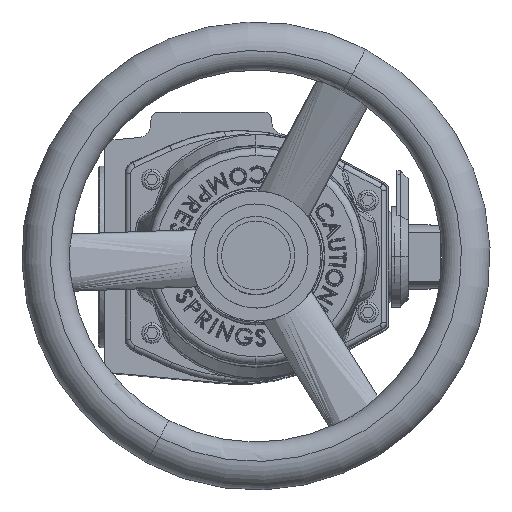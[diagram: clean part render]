
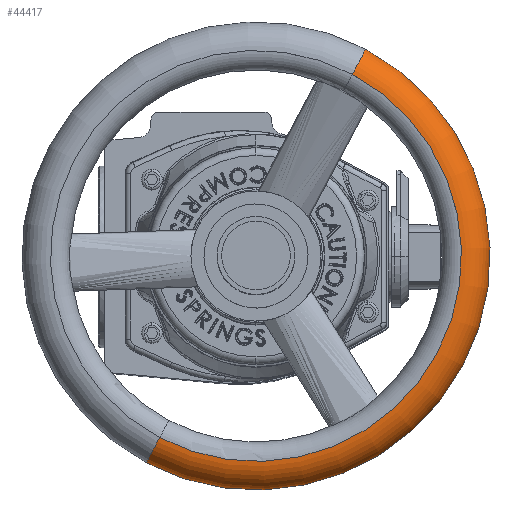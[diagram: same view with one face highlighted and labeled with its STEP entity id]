
A CAD part, top view. The second image highlights one B-rep face of the part: STEP entity #44417.
In plain terms, the highlighted toroidal (fillet/blend) face has major radius 79 mm and minor radius 11 mm.
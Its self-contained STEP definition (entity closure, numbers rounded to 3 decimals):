
#324 = ORIENTED_EDGE ( 'NONE', *, *, #4687, .F. ) ;
#4687 = EDGE_CURVE ( 'Defeatured_0_41+Defeatured_0_43+Defeatured_0_43+Defeatured_0_43', #14189, #52875, #58149, .T. ) ;
#5900 = CIRCLE ( 'NONE', #36057, 11. ) ;
#9681 = CIRCLE ( 'NONE', #58669, 11. ) ;
#10176 = CARTESIAN_POINT ( 'NONE',  ( 94.626, 69.786, 206.3 ) ) ;
#11140 = ORIENTED_EDGE ( 'NONE', *, *, #69949, .F. ) ;
#11568 = VERTEX_POINT ( 'NONE', #15388 ) ;
#13753 = DIRECTION ( 'NONE',  ( 0.883, -0.469, 0. ) ) ;
#14189 = VERTEX_POINT ( 'NONE', #47877 ) ;
#15388 = CARTESIAN_POINT ( 'NONE',  ( 94.626, 69.786, 195.3 ) ) ;
#15954 = AXIS2_PLACEMENT_3D ( 'NONE', #22896, #65119, #59319 ) ;
#17061 = CARTESIAN_POINT ( 'NONE',  ( 57.6, 0., 217.3 ) ) ;
#18397 = DIRECTION ( 'NONE',  ( 0.469, 0.883, 0. ) ) ;
#20696 = CARTESIAN_POINT ( 'NONE',  ( 57.6, 0., 206.3 ) ) ;
#22896 = CARTESIAN_POINT ( 'NONE',  ( 57.6, 0., 195.3 ) ) ;
#25473 = DIRECTION ( 'NONE',  ( 0.469, 0.883, 0. ) ) ;
#29827 = CARTESIAN_POINT ( 'NONE',  ( 20.574, -69.786, 206.3 ) ) ;
#31701 = EDGE_CURVE ( 'NONE', #11568, #52875, #5900, .T. ) ;
#31981 = TOROIDAL_SURFACE ( 'NONE', #65658, 79., 11. ) ;
#36057 = AXIS2_PLACEMENT_3D ( 'NONE', #10176, #13753, #25473 ) ;
#36268 = EDGE_LOOP ( 'NONE', ( #11140, #58809, #39282, #324 ) ) ;
#38323 = DIRECTION ( 'NONE',  ( 0., 0., 1. ) ) ;
#39282 = ORIENTED_EDGE ( 'NONE', *, *, #31701, .T. ) ;
#40128 = CARTESIAN_POINT ( 'NONE',  ( 20.574, -69.786, 195.3 ) ) ;
#40620 = EDGE_CURVE ( 'Defeatured_0_43+Defeatured_0_40+Defeatured_0_40+Defeatured_0_40', #50920, #11568, #60438, .T. ) ;
#44417 = ADVANCED_FACE ( 'Defeatured_0_43', ( #46526 ), #31981, .T. ) ;
#44640 = CARTESIAN_POINT ( 'NONE',  ( 94.626, 69.786, 217.3 ) ) ;
#46526 = FACE_OUTER_BOUND ( 'NONE', #36268, .T. ) ;
#47877 = CARTESIAN_POINT ( 'NONE',  ( 20.574, -69.786, 217.3 ) ) ;
#50920 = VERTEX_POINT ( 'NONE', #40128 ) ;
#52875 = VERTEX_POINT ( 'NONE', #44640 ) ;
#54623 = DIRECTION ( 'NONE',  ( 0.469, 0.883, 0. ) ) ;
#58149 = CIRCLE ( 'NONE', #64442, 79. ) ;
#58669 = AXIS2_PLACEMENT_3D ( 'NONE', #29827, #70918, #66205 ) ;
#58809 = ORIENTED_EDGE ( 'NONE', *, *, #40620, .T. ) ;
#59319 = DIRECTION ( 'NONE',  ( 0.469, 0.883, 0. ) ) ;
#60438 = CIRCLE ( 'NONE', #15954, 79. ) ;
#64442 = AXIS2_PLACEMENT_3D ( 'NONE', #17061, #67566, #54623 ) ;
#65119 = DIRECTION ( 'NONE',  ( 0., 0., 1. ) ) ;
#65658 = AXIS2_PLACEMENT_3D ( 'NONE', #20696, #38323, #18397 ) ;
#66205 = DIRECTION ( 'NONE',  ( -0.469, -0.883, 0. ) ) ;
#67566 = DIRECTION ( 'NONE',  ( 0., 0., 1. ) ) ;
#69949 = EDGE_CURVE ( 'NONE', #50920, #14189, #9681, .T. ) ;
#70918 = DIRECTION ( 'NONE',  ( -0.883, 0.469, 0. ) ) ;
